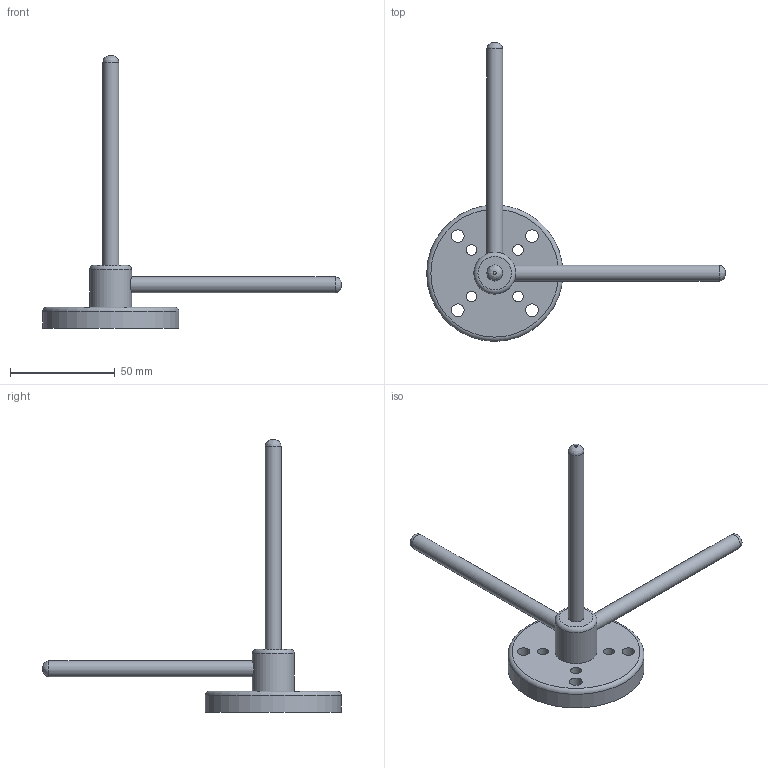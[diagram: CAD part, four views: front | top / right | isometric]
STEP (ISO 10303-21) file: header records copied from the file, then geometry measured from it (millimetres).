
FILE_DESCRIPTION(/* description */ (''),/* implementation_level */ '2;1');
FILE_NAME(/* name */ 'Viewpoint.stp',/* time_stamp */ '2022-12-20T08:04:08Z',/* author */ ('romanp'),/* organization */ (''),/* preprocessor_version */ 'ST-DEVELOPER v19',/* originating_system */ 'Autodesk Inventor 2023',/* authorisation */ '');
FILE_SCHEMA (('AUTOMOTIVE_DESIGN { 1 0 10303 214 3 1 1 }'));
Length unit declared in the file: millimetre
Products named in the file (3): Viewpoint; Part_Top; Line
Assembly tree (4 placements, depth 2):
  Viewpoint
    Part_Top
    Line  x3
Bounding box: 142.5 x 142.5 x 130 mm (x, y, z)
Volume: 50412.7 mm3; surface area: 18631.5 mm2
Topology: 4 solids, 4 shells, 33 faces, 62 edges, 41 vertices
Faces by surface type: cylinder 16, plane 12, bspline 3, torus 2
Full cylindrical faces by diameter (mm): 5.1 x4, 6.1 x4, 7.5 x6, 20 x1, 65 x1
Entity records: 972 total; most frequent: CARTESIAN_POINT 216, DIRECTION 144, ORIENTED_EDGE 104, AXIS2_PLACEMENT_3D 65, EDGE_CURVE 52, EDGE_LOOP 45, VERTEX_POINT 35, CIRCLE 33
